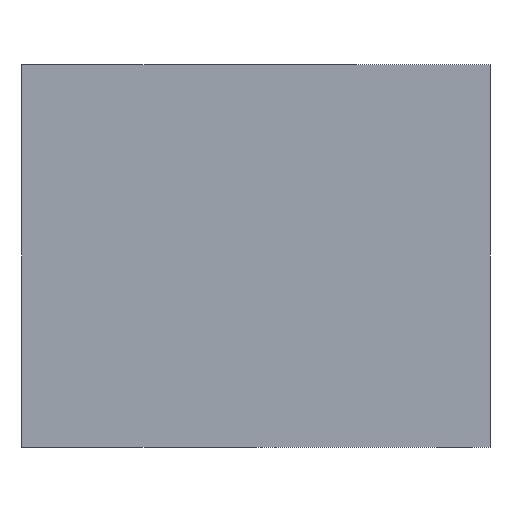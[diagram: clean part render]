
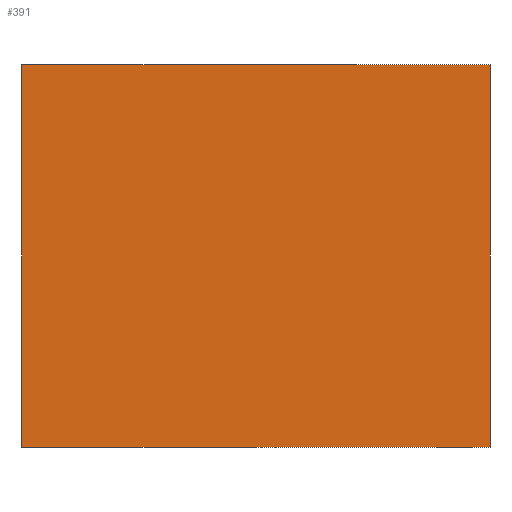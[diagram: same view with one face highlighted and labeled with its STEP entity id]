
A CAD part, front view. The second image highlights one B-rep face of the part: STEP entity #391.
In plain terms, the highlighted planar face has unit normal (0, -1, 0).
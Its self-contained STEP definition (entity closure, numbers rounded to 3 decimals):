
#59=FACE_OUTER_BOUND('',#84,.T.);
#84=EDGE_LOOP('',(#340,#341,#342,#343));
#120=LINE('',#5834,#154);
#123=LINE('',#5839,#157);
#125=LINE('',#5843,#159);
#126=LINE('',#5845,#160);
#154=VECTOR('',#503,10.);
#157=VECTOR('',#508,10.);
#159=VECTOR('',#512,10.);
#160=VECTOR('',#515,10.);
#191=VERTEX_POINT('',#5831);
#192=VERTEX_POINT('',#5833);
#193=VERTEX_POINT('',#5837);
#194=VERTEX_POINT('',#5841);
#239=EDGE_CURVE('',#191,#192,#120,.T.);
#242=EDGE_CURVE('',#191,#193,#123,.T.);
#244=EDGE_CURVE('',#193,#194,#125,.T.);
#245=EDGE_CURVE('',#192,#194,#126,.T.);
#340=ORIENTED_EDGE('',*,*,#242,.T.);
#341=ORIENTED_EDGE('',*,*,#244,.T.);
#342=ORIENTED_EDGE('',*,*,#245,.F.);
#343=ORIENTED_EDGE('',*,*,#239,.F.);
#366=PLANE('',#432);
#391=ADVANCED_FACE('',(#59),#366,.T.);
#432=AXIS2_PLACEMENT_3D('',#5844,#513,#514);
#503=DIRECTION('',(0.,0.,1.));
#508=DIRECTION('',(1.,0.,0.));
#512=DIRECTION('',(0.,0.,1.));
#513=DIRECTION('center_axis',(0.,-1.,0.));
#514=DIRECTION('ref_axis',(1.,0.,0.));
#515=DIRECTION('',(1.,0.,0.));
#5831=CARTESIAN_POINT('',(-55.,0.,0.));
#5833=CARTESIAN_POINT('',(-55.,0.,90.));
#5834=CARTESIAN_POINT('',(-55.,0.,0.));
#5837=CARTESIAN_POINT('',(55.,0.,0.));
#5839=CARTESIAN_POINT('',(0.,0.,0.));
#5841=CARTESIAN_POINT('',(55.,0.,90.));
#5843=CARTESIAN_POINT('',(55.,0.,0.));
#5844=CARTESIAN_POINT('Origin',(-55.,0.,0.));
#5845=CARTESIAN_POINT('',(0.,0.,90.));
